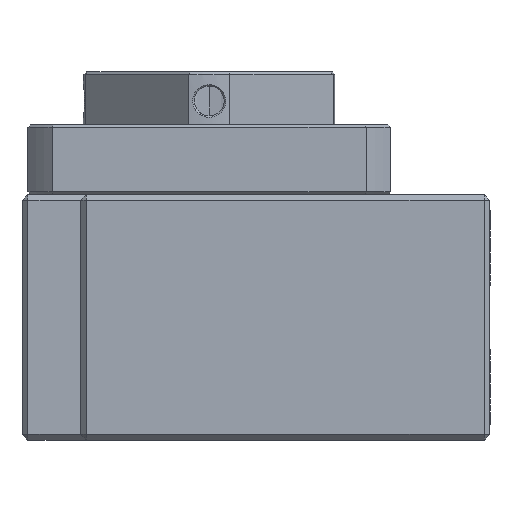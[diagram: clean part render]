
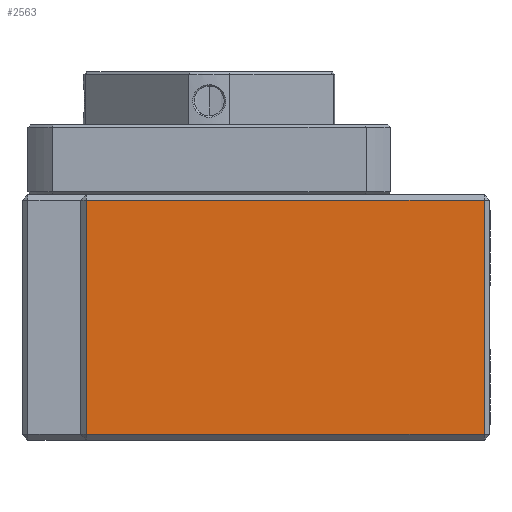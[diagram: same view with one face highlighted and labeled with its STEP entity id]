
A CAD part, left-side view. The second image highlights one B-rep face of the part: STEP entity #2563.
In plain terms, the highlighted planar face has unit normal (-1, 0, 0).
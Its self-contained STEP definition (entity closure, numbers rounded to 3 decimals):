
#307 = EDGE_CURVE ( 'NONE', #650, #12271, #5057, .T. ) ;
#315 = EDGE_CURVE ( 'NONE', #12271, #12306, #5090, .T. ) ;
#326 = EDGE_CURVE ( 'NONE', #12306, #634, #5107, .T. ) ;
#634 = VERTEX_POINT ( 'NONE', #5326 ) ;
#650 = VERTEX_POINT ( 'NONE', #5335 ) ;
#1506 = CARTESIAN_POINT ( 'NONE',  ( -53., 69., 21. ) ) ;
#1518 = DIRECTION ( 'NONE',  ( 0., 0., 1. ) ) ;
#1529 = CARTESIAN_POINT ( 'NONE',  ( -53., 70., 20. ) ) ;
#1536 = DIRECTION ( 'NONE',  ( 0., -1., 0. ) ) ;
#1555 = CARTESIAN_POINT ( 'NONE',  ( -53., 1., 21. ) ) ;
#1576 = DIRECTION ( 'NONE',  ( 0., 0., -1. ) ) ;
#1909 = EDGE_CURVE ( 'NONE', #650, #634, #5131, .T. ) ;
#2563 = ADVANCED_FACE ( 'NONE', ( #8621 ), #9384, .F. ) ;
#3713 = EDGE_LOOP ( 'NONE', ( #11994, #11995, #11996, #11997 ) ) ;
#4600 = AXIS2_PLACEMENT_3D ( 'NONE', #9387, #9397, #9398 ) ;
#5057 = LINE ( 'NONE', #1506, #5077 ) ;
#5077 = VECTOR ( 'NONE', #1518, 1000. ) ;
#5088 = VECTOR ( 'NONE', #1536, 1000. ) ;
#5090 = LINE ( 'NONE', #1529, #5088 ) ;
#5107 = LINE ( 'NONE', #1555, #5109 ) ;
#5109 = VECTOR ( 'NONE', #1576, 1000. ) ;
#5131 = LINE ( 'NONE', #5400, #5144 ) ;
#5144 = VECTOR ( 'NONE', #5409, 1000. ) ;
#5326 = CARTESIAN_POINT ( 'NONE',  ( -53., 1., -20. ) ) ;
#5335 = CARTESIAN_POINT ( 'NONE',  ( -53., 69., -20. ) ) ;
#5400 = CARTESIAN_POINT ( 'NONE',  ( -53., 70., -20. ) ) ;
#5409 = DIRECTION ( 'NONE',  ( 0., -1., 0. ) ) ;
#8621 = FACE_OUTER_BOUND ( 'NONE', #3713, .T. ) ;
#9384 = PLANE ( 'NONE',  #4600 ) ;
#9387 = CARTESIAN_POINT ( 'NONE',  ( -53., 70., 21. ) ) ;
#9397 = DIRECTION ( 'NONE',  ( 1., 0., 0. ) ) ;
#9398 = DIRECTION ( 'NONE',  ( 0., 1., 0. ) ) ;
#11250 = CARTESIAN_POINT ( 'NONE',  ( -53., 69., 20. ) ) ;
#11300 = CARTESIAN_POINT ( 'NONE',  ( -53., 1., 20. ) ) ;
#11994 = ORIENTED_EDGE ( 'NONE', *, *, #326, .F. ) ;
#11995 = ORIENTED_EDGE ( 'NONE', *, *, #315, .F. ) ;
#11996 = ORIENTED_EDGE ( 'NONE', *, *, #307, .F. ) ;
#11997 = ORIENTED_EDGE ( 'NONE', *, *, #1909, .T. ) ;
#12271 = VERTEX_POINT ( 'NONE', #11250 ) ;
#12306 = VERTEX_POINT ( 'NONE', #11300 ) ;
